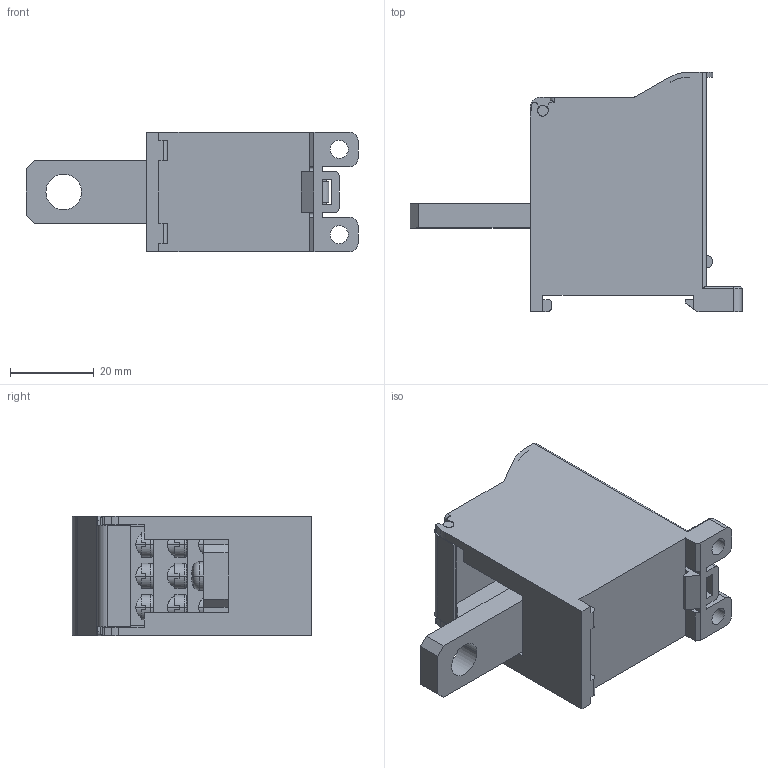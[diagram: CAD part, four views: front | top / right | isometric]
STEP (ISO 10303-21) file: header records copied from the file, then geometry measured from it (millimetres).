
FILE_DESCRIPTION((''),'2;1');
FILE_NAME('5YB576351_ASM','2023-12-04T',('dell'),(''),'PRO/ENGINEER BY PARAMETRIC TECHNOLOGY CORPORATION, 2013230','PRO/ENGINEER BY PARAMETRIC TECHNOLOGY CORPORATION, 2013230','');
FILE_SCHEMA(('AUTOMOTIVE_DESIGN { 1 0 10303 214 1 1 1 1 }'));
Length unit declared in the file: millimetre
Products named in the file (1): 5YB576351_ASM
Bounding box: 79.2 x 57.2 x 28.5 mm (x, y, z)
Volume: 41269.8 mm3; surface area: 24062.5 mm2
Topology: 1 solids, 4 shells, 633 faces, 1821 edges, 1168 vertices
Faces by surface type: plane 284, cylinder 233, cone 66, torus 27, sphere 20, bspline 3
Entity records: 25814 total; most frequent: CARTESIAN_POINT 5584, ORIENTED_EDGE 3594, DIRECTION 3516, EDGE_CURVE 1797, AXIS2_PLACEMENT_3D 1266, VERTEX_POINT 1168, VECTOR 984, LINE 984
